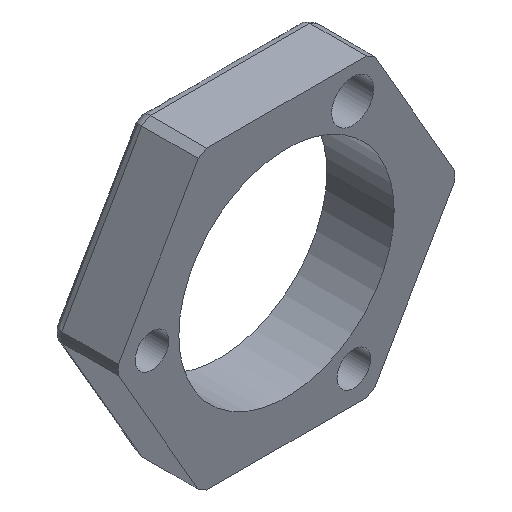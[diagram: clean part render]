
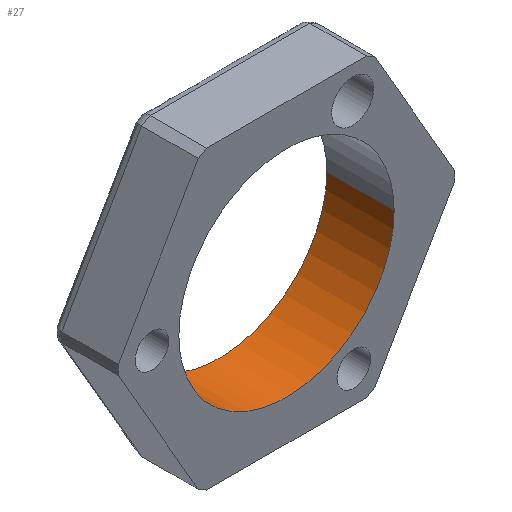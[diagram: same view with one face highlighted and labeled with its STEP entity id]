
A CAD part, isometric view. The second image highlights one B-rep face of the part: STEP entity #27.
In plain terms, the highlighted free-form (B-spline) face has degree [1, 2] with [2, 5] control points.
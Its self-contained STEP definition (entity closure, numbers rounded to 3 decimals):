
#27=ADVANCED_FACE('',(#163),#2148,.T.);
#163=FACE_OUTER_BOUND('',#299,.T.);
#299=EDGE_LOOP('',(#448,#449,#450,#451));
#448=ORIENTED_EDGE('',*,*,#1150,.F.);
#449=ORIENTED_EDGE('',*,*,#1151,.T.);
#450=ORIENTED_EDGE('',*,*,#1152,.T.);
#451=ORIENTED_EDGE('',*,*,#1498,.F.);
#1150=EDGE_CURVE('',#1852,#2078,#1732,.T.);
#1151=EDGE_CURVE('',#1852,#1853,#1733,.T.);
#1152=EDGE_CURVE('',#1853,#2079,#1734,.T.);
#1498=EDGE_CURVE('',#2078,#2079,#1849,.T.);
#1732=(
BOUNDED_CURVE()
B_SPLINE_CURVE(2,(#4706,#4707,#4708,#4709,#4710),.UNSPECIFIED.,.F.,.F.)
B_SPLINE_CURVE_WITH_KNOTS((3,2,3),(-50.265,-37.699,
-25.133),.UNSPECIFIED.)
CURVE()
GEOMETRIC_REPRESENTATION_ITEM()
RATIONAL_B_SPLINE_CURVE((1.,0.707,1.,0.707,1.))
REPRESENTATION_ITEM('')
);
#1733=(
BOUNDED_CURVE()
B_SPLINE_CURVE(1,(#4711,#4712),.UNSPECIFIED.,.F.,.F.)
B_SPLINE_CURVE_WITH_KNOTS((2,2),(0.,5.),.UNSPECIFIED.)
CURVE()
GEOMETRIC_REPRESENTATION_ITEM()
RATIONAL_B_SPLINE_CURVE((1.,1.))
REPRESENTATION_ITEM('')
);
#1734=(
BOUNDED_CURVE()
B_SPLINE_CURVE(2,(#4713,#4714,#4715,#4716,#4717),.UNSPECIFIED.,.F.,.F.)
B_SPLINE_CURVE_WITH_KNOTS((3,2,3),(-50.265,-37.699,
-25.133),.UNSPECIFIED.)
CURVE()
GEOMETRIC_REPRESENTATION_ITEM()
RATIONAL_B_SPLINE_CURVE((1.,0.707,1.,0.707,1.))
REPRESENTATION_ITEM('')
);
#1849=(
BOUNDED_CURVE()
B_SPLINE_CURVE(1,(#5714,#5715),.UNSPECIFIED.,.F.,.F.)
B_SPLINE_CURVE_WITH_KNOTS((2,2),(0.,5.),.UNSPECIFIED.)
CURVE()
GEOMETRIC_REPRESENTATION_ITEM()
RATIONAL_B_SPLINE_CURVE((1.,1.))
REPRESENTATION_ITEM('')
);
#1852=VERTEX_POINT('',#4478);
#1853=VERTEX_POINT('',#4479);
#2078=VERTEX_POINT('',#4704);
#2079=VERTEX_POINT('',#4705);
#2148=(
BOUNDED_SURFACE()
B_SPLINE_SURFACE(1,2,((#2446,#2447,#2448,#2449,#2450),(#2451,#2452,#2453,
#2454,#2455)),.UNSPECIFIED.,.F.,.F.,.F.)
B_SPLINE_SURFACE_WITH_KNOTS((2,2),(3,2,3),(0.,8.),(-50.265,-37.699,
-25.133),.UNSPECIFIED.)
GEOMETRIC_REPRESENTATION_ITEM()
RATIONAL_B_SPLINE_SURFACE(((1.,0.707,1.,0.707,1.),
(1.,0.707,1.,0.707,1.)))
REPRESENTATION_ITEM('')
SURFACE()
);
#2446=CARTESIAN_POINT('',(8.,0.,0.));
#2447=CARTESIAN_POINT('',(8.,0.,-8.));
#2448=CARTESIAN_POINT('',(0.,0.,-8.));
#2449=CARTESIAN_POINT('',(-8.,0.,-8.));
#2450=CARTESIAN_POINT('',(-8.,0.,0.));
#2451=CARTESIAN_POINT('',(8.,8.,0.));
#2452=CARTESIAN_POINT('',(8.,8.,-8.));
#2453=CARTESIAN_POINT('',(0.,8.,-8.));
#2454=CARTESIAN_POINT('',(-8.,8.,-8.));
#2455=CARTESIAN_POINT('',(-8.,8.,0.));
#4478=CARTESIAN_POINT('',(8.,0.,0.));
#4479=CARTESIAN_POINT('',(8.,5.,0.));
#4704=CARTESIAN_POINT('',(-8.,0.,0.));
#4705=CARTESIAN_POINT('',(-8.,5.,0.));
#4706=CARTESIAN_POINT('',(8.,0.,0.));
#4707=CARTESIAN_POINT('',(8.,0.,-8.));
#4708=CARTESIAN_POINT('',(0.,0.,-8.));
#4709=CARTESIAN_POINT('',(-8.,0.,-8.));
#4710=CARTESIAN_POINT('',(-8.,0.,0.));
#4711=CARTESIAN_POINT('',(8.,0.,0.));
#4712=CARTESIAN_POINT('',(8.,5.,0.));
#4713=CARTESIAN_POINT('',(8.,5.,0.));
#4714=CARTESIAN_POINT('',(8.,5.,-8.));
#4715=CARTESIAN_POINT('',(0.,5.,-8.));
#4716=CARTESIAN_POINT('',(-8.,5.,-8.));
#4717=CARTESIAN_POINT('',(-8.,5.,0.));
#5714=CARTESIAN_POINT('',(-8.,0.,0.));
#5715=CARTESIAN_POINT('',(-8.,5.,0.));
